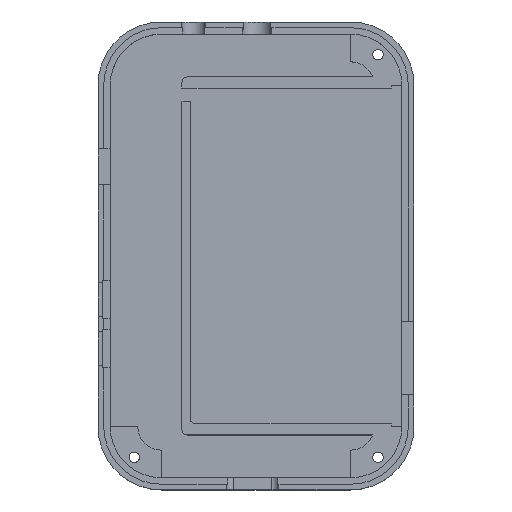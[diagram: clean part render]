
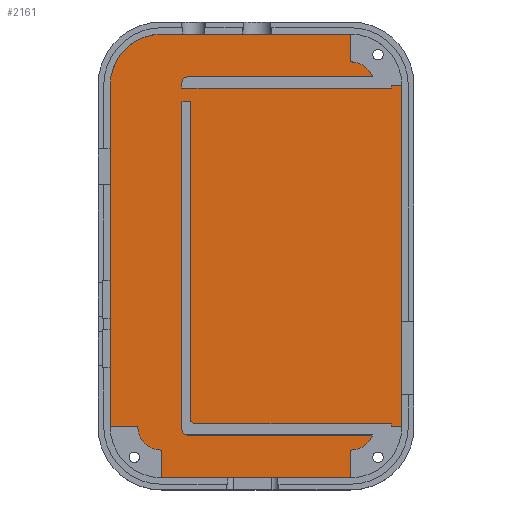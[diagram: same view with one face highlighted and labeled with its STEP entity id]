
A CAD part, top view. The second image highlights one B-rep face of the part: STEP entity #2161.
In plain terms, the highlighted planar face has unit normal (0, 0, 1).
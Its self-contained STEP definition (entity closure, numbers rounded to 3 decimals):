
#1301 = VERTEX_POINT('',#1302);
#1302 = CARTESIAN_POINT('',(-26.4,30.85,1.65));
#1362 = VERTEX_POINT('',#1363);
#1363 = CARTESIAN_POINT('',(-26.4,-30.85,1.65));
#1369 = EDGE_CURVE('',#1301,#1362,#1370,.T.);
#1370 = LINE('',#1371,#1372);
#1371 = CARTESIAN_POINT('',(-26.4,30.85,1.65));
#1372 = VECTOR('',#1373,1.);
#1373 = DIRECTION('',(0.,-1.,0.));
#2087 = VERTEX_POINT('',#2088);
#2088 = CARTESIAN_POINT('',(17.1,-40.15,1.65));
#2094 = EDGE_CURVE('',#2095,#2087,#2097,.T.);
#2095 = VERTEX_POINT('',#2096);
#2096 = CARTESIAN_POINT('',(-17.1,-40.15,1.65));
#2097 = LINE('',#2098,#2099);
#2098 = CARTESIAN_POINT('',(-17.1,-40.15,1.65));
#2099 = VECTOR('',#2100,1.);
#2100 = DIRECTION('',(1.,0.,0.));
#2140 = EDGE_CURVE('',#2141,#1301,#2143,.T.);
#2141 = VERTEX_POINT('',#2142);
#2142 = CARTESIAN_POINT('',(-17.1,40.15,1.65));
#2143 = CIRCLE('',#2144,9.3);
#2144 = AXIS2_PLACEMENT_3D('',#2145,#2146,#2147);
#2145 = CARTESIAN_POINT('',(-17.1,30.85,1.65));
#2146 = DIRECTION('',(0.,0.,1.));
#2147 = DIRECTION('',(1.,0.,0.));
#2161 = ADVANCED_FACE('',(#2162),#2361,.T.);
#2162 = FACE_BOUND('',#2163,.T.);
#2163 = EDGE_LOOP('',(#2164,#2172,#2173,#2174,#2182,#2191,#2197,#2198,
    #2206,#2215,#2223,#2232,#2240,#2248,#2256,#2265,#2273,#2281,#2289,
    #2297,#2305,#2313,#2321,#2329,#2338,#2346,#2355));
#2164 = ORIENTED_EDGE('',*,*,#2165,.T.);
#2165 = EDGE_CURVE('',#2166,#2141,#2168,.T.);
#2166 = VERTEX_POINT('',#2167);
#2167 = CARTESIAN_POINT('',(17.1,40.15,1.65));
#2168 = LINE('',#2169,#2170);
#2169 = CARTESIAN_POINT('',(17.1,40.15,1.65));
#2170 = VECTOR('',#2171,1.);
#2171 = DIRECTION('',(-1.,0.,0.));
#2172 = ORIENTED_EDGE('',*,*,#2140,.T.);
#2173 = ORIENTED_EDGE('',*,*,#1369,.T.);
#2174 = ORIENTED_EDGE('',*,*,#2175,.F.);
#2175 = EDGE_CURVE('',#2176,#1362,#2178,.T.);
#2176 = VERTEX_POINT('',#2177);
#2177 = CARTESIAN_POINT('',(-21.4,-30.85,1.65));
#2178 = LINE('',#2179,#2180);
#2179 = CARTESIAN_POINT('',(-13.2,-30.85,1.65));
#2180 = VECTOR('',#2181,1.);
#2181 = DIRECTION('',(-1.,0.,0.));
#2182 = ORIENTED_EDGE('',*,*,#2183,.F.);
#2183 = EDGE_CURVE('',#2184,#2176,#2186,.T.);
#2184 = VERTEX_POINT('',#2185);
#2185 = CARTESIAN_POINT('',(-17.1,-35.15,1.65));
#2186 = CIRCLE('',#2187,4.3);
#2187 = AXIS2_PLACEMENT_3D('',#2188,#2189,#2190);
#2188 = CARTESIAN_POINT('',(-17.1,-30.85,1.65));
#2189 = DIRECTION('',(0.,0.,-1.));
#2190 = DIRECTION('',(1.,0.,0.));
#2191 = ORIENTED_EDGE('',*,*,#2192,.F.);
#2192 = EDGE_CURVE('',#2095,#2184,#2193,.T.);
#2193 = LINE('',#2194,#2195);
#2194 = CARTESIAN_POINT('',(-17.1,-17.575,1.65));
#2195 = VECTOR('',#2196,1.);
#2196 = DIRECTION('',(0.,1.,0.));
#2197 = ORIENTED_EDGE('',*,*,#2094,.T.);
#2198 = ORIENTED_EDGE('',*,*,#2199,.F.);
#2199 = EDGE_CURVE('',#2200,#2087,#2202,.T.);
#2200 = VERTEX_POINT('',#2201);
#2201 = CARTESIAN_POINT('',(17.1,-35.15,1.65));
#2202 = LINE('',#2203,#2204);
#2203 = CARTESIAN_POINT('',(17.1,-20.075,1.65));
#2204 = VECTOR('',#2205,1.);
#2205 = DIRECTION('',(0.,-1.,0.));
#2206 = ORIENTED_EDGE('',*,*,#2207,.F.);
#2207 = EDGE_CURVE('',#2208,#2200,#2210,.T.);
#2208 = VERTEX_POINT('',#2209);
#2209 = CARTESIAN_POINT('',(21.111,-32.4,1.65));
#2210 = CIRCLE('',#2211,4.3);
#2211 = AXIS2_PLACEMENT_3D('',#2212,#2213,#2214);
#2212 = CARTESIAN_POINT('',(17.1,-30.85,1.65));
#2213 = DIRECTION('',(0.,0.,-1.));
#2214 = DIRECTION('',(1.,0.,0.));
#2215 = ORIENTED_EDGE('',*,*,#2216,.T.);
#2216 = EDGE_CURVE('',#2208,#2217,#2219,.T.);
#2217 = VERTEX_POINT('',#2218);
#2218 = CARTESIAN_POINT('',(-12.4,-32.4,1.65));
#2219 = LINE('',#2220,#2221);
#2220 = CARTESIAN_POINT('',(-6.2,-32.4,1.65));
#2221 = VECTOR('',#2222,1.);
#2222 = DIRECTION('',(-1.,0.,0.));
#2223 = ORIENTED_EDGE('',*,*,#2224,.T.);
#2224 = EDGE_CURVE('',#2217,#2225,#2227,.T.);
#2225 = VERTEX_POINT('',#2226);
#2226 = CARTESIAN_POINT('',(-13.4,-31.4,1.65));
#2227 = CIRCLE('',#2228,1.);
#2228 = AXIS2_PLACEMENT_3D('',#2229,#2230,#2231);
#2229 = CARTESIAN_POINT('',(-12.4,-31.4,1.65));
#2230 = DIRECTION('',(0.,0.,-1.));
#2231 = DIRECTION('',(1.,0.,0.));
#2232 = ORIENTED_EDGE('',*,*,#2233,.T.);
#2233 = EDGE_CURVE('',#2225,#2234,#2236,.T.);
#2234 = VERTEX_POINT('',#2235);
#2235 = CARTESIAN_POINT('',(-13.4,27.9,1.65));
#2236 = LINE('',#2237,#2238);
#2237 = CARTESIAN_POINT('',(-13.4,13.95,1.65));
#2238 = VECTOR('',#2239,1.);
#2239 = DIRECTION('',(0.,1.,0.));
#2240 = ORIENTED_EDGE('',*,*,#2241,.T.);
#2241 = EDGE_CURVE('',#2234,#2242,#2244,.T.);
#2242 = VERTEX_POINT('',#2243);
#2243 = CARTESIAN_POINT('',(-11.9,27.9,1.65));
#2244 = LINE('',#2245,#2246);
#2245 = CARTESIAN_POINT('',(-5.95,27.9,1.65));
#2246 = VECTOR('',#2247,1.);
#2247 = DIRECTION('',(1.,0.,0.));
#2248 = ORIENTED_EDGE('',*,*,#2249,.T.);
#2249 = EDGE_CURVE('',#2242,#2250,#2252,.T.);
#2250 = VERTEX_POINT('',#2251);
#2251 = CARTESIAN_POINT('',(-11.9,-29.4,1.65));
#2252 = LINE('',#2253,#2254);
#2253 = CARTESIAN_POINT('',(-11.9,-14.7,1.65));
#2254 = VECTOR('',#2255,1.);
#2255 = DIRECTION('',(0.,-1.,0.));
#2256 = ORIENTED_EDGE('',*,*,#2257,.F.);
#2257 = EDGE_CURVE('',#2258,#2250,#2260,.T.);
#2258 = VERTEX_POINT('',#2259);
#2259 = CARTESIAN_POINT('',(-10.9,-30.4,1.65));
#2260 = CIRCLE('',#2261,1.);
#2261 = AXIS2_PLACEMENT_3D('',#2262,#2263,#2264);
#2262 = CARTESIAN_POINT('',(-10.9,-29.4,1.65));
#2263 = DIRECTION('',(0.,0.,-1.));
#2264 = DIRECTION('',(1.,0.,0.));
#2265 = ORIENTED_EDGE('',*,*,#2266,.T.);
#2266 = EDGE_CURVE('',#2258,#2267,#2269,.T.);
#2267 = VERTEX_POINT('',#2268);
#2268 = CARTESIAN_POINT('',(24.5,-30.4,1.65));
#2269 = LINE('',#2270,#2271);
#2270 = CARTESIAN_POINT('',(12.25,-30.4,1.65));
#2271 = VECTOR('',#2272,1.);
#2272 = DIRECTION('',(1.,0.,0.));
#2273 = ORIENTED_EDGE('',*,*,#2274,.T.);
#2274 = EDGE_CURVE('',#2267,#2275,#2277,.T.);
#2275 = VERTEX_POINT('',#2276);
#2276 = CARTESIAN_POINT('',(24.5,-30.85,1.65));
#2277 = LINE('',#2278,#2279);
#2278 = CARTESIAN_POINT('',(24.5,-15.7,1.65));
#2279 = VECTOR('',#2280,1.);
#2280 = DIRECTION('',(0.,-1.,0.));
#2281 = ORIENTED_EDGE('',*,*,#2282,.T.);
#2282 = EDGE_CURVE('',#2275,#2283,#2285,.T.);
#2283 = VERTEX_POINT('',#2284);
#2284 = CARTESIAN_POINT('',(26.4,-30.85,1.65));
#2285 = LINE('',#2286,#2287);
#2286 = CARTESIAN_POINT('',(13.2,-30.85,1.65));
#2287 = VECTOR('',#2288,1.);
#2288 = DIRECTION('',(1.,0.,0.));
#2289 = ORIENTED_EDGE('',*,*,#2290,.T.);
#2290 = EDGE_CURVE('',#2283,#2291,#2293,.T.);
#2291 = VERTEX_POINT('',#2292);
#2292 = CARTESIAN_POINT('',(26.4,30.85,1.65));
#2293 = LINE('',#2294,#2295);
#2294 = CARTESIAN_POINT('',(26.4,-30.85,1.65));
#2295 = VECTOR('',#2296,1.);
#2296 = DIRECTION('',(0.,1.,0.));
#2297 = ORIENTED_EDGE('',*,*,#2298,.F.);
#2298 = EDGE_CURVE('',#2299,#2291,#2301,.T.);
#2299 = VERTEX_POINT('',#2300);
#2300 = CARTESIAN_POINT('',(24.5,30.85,1.65));
#2301 = LINE('',#2302,#2303);
#2302 = CARTESIAN_POINT('',(13.2,30.85,1.65));
#2303 = VECTOR('',#2304,1.);
#2304 = DIRECTION('',(1.,0.,0.));
#2305 = ORIENTED_EDGE('',*,*,#2306,.T.);
#2306 = EDGE_CURVE('',#2299,#2307,#2309,.T.);
#2307 = VERTEX_POINT('',#2308);
#2308 = CARTESIAN_POINT('',(24.5,30.4,1.65));
#2309 = LINE('',#2310,#2311);
#2310 = CARTESIAN_POINT('',(24.5,15.2,1.65));
#2311 = VECTOR('',#2312,1.);
#2312 = DIRECTION('',(0.,-1.,0.));
#2313 = ORIENTED_EDGE('',*,*,#2314,.T.);
#2314 = EDGE_CURVE('',#2307,#2315,#2317,.T.);
#2315 = VERTEX_POINT('',#2316);
#2316 = CARTESIAN_POINT('',(-13.4,30.4,1.65));
#2317 = LINE('',#2318,#2319);
#2318 = CARTESIAN_POINT('',(-6.7,30.4,1.65));
#2319 = VECTOR('',#2320,1.);
#2320 = DIRECTION('',(-1.,0.,0.));
#2321 = ORIENTED_EDGE('',*,*,#2322,.T.);
#2322 = EDGE_CURVE('',#2315,#2323,#2325,.T.);
#2323 = VERTEX_POINT('',#2324);
#2324 = CARTESIAN_POINT('',(-13.4,31.4,1.65));
#2325 = LINE('',#2326,#2327);
#2326 = CARTESIAN_POINT('',(-13.4,15.7,1.65));
#2327 = VECTOR('',#2328,1.);
#2328 = DIRECTION('',(0.,1.,0.));
#2329 = ORIENTED_EDGE('',*,*,#2330,.T.);
#2330 = EDGE_CURVE('',#2323,#2331,#2333,.T.);
#2331 = VERTEX_POINT('',#2332);
#2332 = CARTESIAN_POINT('',(-12.4,32.4,1.65));
#2333 = CIRCLE('',#2334,1.);
#2334 = AXIS2_PLACEMENT_3D('',#2335,#2336,#2337);
#2335 = CARTESIAN_POINT('',(-12.4,31.4,1.65));
#2336 = DIRECTION('',(0.,0.,-1.));
#2337 = DIRECTION('',(1.,0.,0.));
#2338 = ORIENTED_EDGE('',*,*,#2339,.T.);
#2339 = EDGE_CURVE('',#2331,#2340,#2342,.T.);
#2340 = VERTEX_POINT('',#2341);
#2341 = CARTESIAN_POINT('',(21.111,32.4,1.65));
#2342 = LINE('',#2343,#2344);
#2343 = CARTESIAN_POINT('',(11.75,32.4,1.65));
#2344 = VECTOR('',#2345,1.);
#2345 = DIRECTION('',(1.,0.,0.));
#2346 = ORIENTED_EDGE('',*,*,#2347,.F.);
#2347 = EDGE_CURVE('',#2348,#2340,#2350,.T.);
#2348 = VERTEX_POINT('',#2349);
#2349 = CARTESIAN_POINT('',(17.1,35.15,1.65));
#2350 = CIRCLE('',#2351,4.3);
#2351 = AXIS2_PLACEMENT_3D('',#2352,#2353,#2354);
#2352 = CARTESIAN_POINT('',(17.1,30.85,1.65));
#2353 = DIRECTION('',(0.,0.,-1.));
#2354 = DIRECTION('',(1.,0.,0.));
#2355 = ORIENTED_EDGE('',*,*,#2356,.T.);
#2356 = EDGE_CURVE('',#2348,#2166,#2357,.T.);
#2357 = LINE('',#2358,#2359);
#2358 = CARTESIAN_POINT('',(17.1,20.075,1.65));
#2359 = VECTOR('',#2360,1.);
#2360 = DIRECTION('',(0.,1.,0.));
#2361 = PLANE('',#2362);
#2362 = AXIS2_PLACEMENT_3D('',#2363,#2364,#2365);
#2363 = CARTESIAN_POINT('',(0.,0.,1.65));
#2364 = DIRECTION('',(0.,0.,1.));
#2365 = DIRECTION('',(1.,0.,0.));
